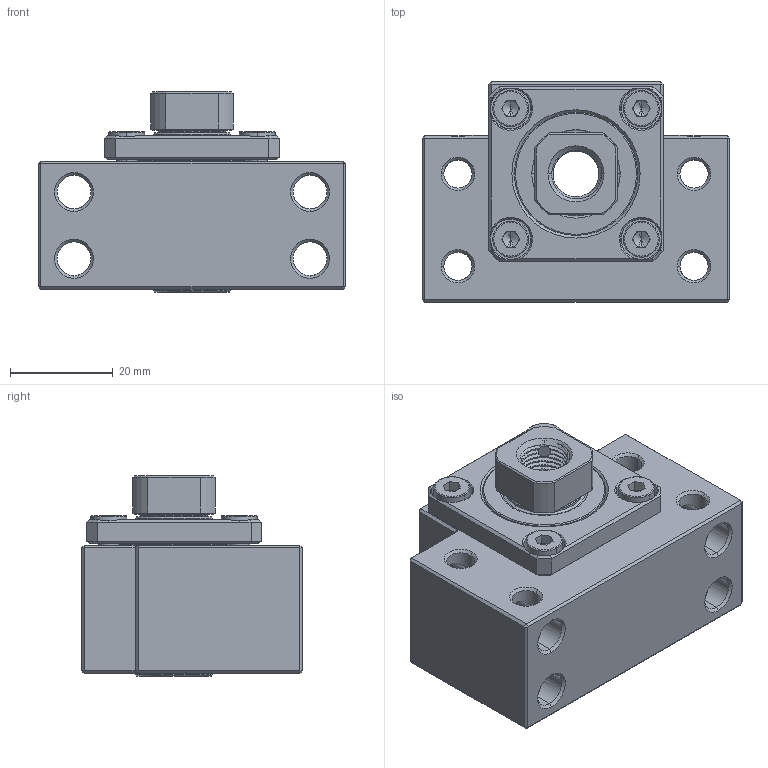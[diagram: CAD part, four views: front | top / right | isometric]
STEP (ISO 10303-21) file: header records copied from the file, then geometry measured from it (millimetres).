
FILE_DESCRIPTION (( 'STEP AP214' ), '1' );
FILE_NAME ('BK12 Unit.STEP', '2018-03-24T09:36:19', ( '' ), ( '' ), 'SwSTEP 2.0', 'SolidWorks 2017', '' );
FILE_SCHEMA (( 'AUTOMOTIVE_DESIGN' ));
Length unit declared in the file: millimetre
Products named in the file (13): BK Lock Nut_M10x1.0; Seal AOP_BK12; BK Flange_BK12; BK Collar_BK12F; BK Collar_BK12; 7001 CE_P4A; 7001 CE_P4A_PART3; 7001 CE_P4A_PART2; 7001 CE_P4A_PART1; BK Body_BK12; BK12 Unit; socket set screw flat point_din_DIN 913 - M4 x 5-N; socket head cap screw_iso_ISO 4762 M4 x 10 - 10N
Assembly tree (28 placements, depth 3):
  BK12 Unit
    BK Body_BK12
    7001 CE_P4A  x2
      7001 CE_P4A_PART1
      7001 CE_P4A_PART2
      7001 CE_P4A_PART3
    BK Collar_BK12
    BK Collar_BK12F
    BK Flange_BK12
    Seal AOP_BK12  x2
    BK Lock Nut_M10x1.0
    socket head cap screw_iso_ISO 4762 M4 x 10 - 10N  x4
    socket set screw flat point_din_DIN 913 - M4 x 5-N
Bounding box: 60 x 43 x 39 mm (x, y, z)
Volume: 49616.6 mm3; surface area: 30267.4 mm2
Topology: 40 solids, 40 shells, 703 faces, 1672 edges, 988 vertices
Faces by surface type: plane 196, cone 190, cylinder 152, torus 106, sphere 48, bspline 11
Entity records: 27205 total; most frequent: CARTESIAN_POINT 15053, DIRECTION 2507, ORIENTED_EDGE 2340, EDGE_CURVE 1170, AXIS2_PLACEMENT_3D 997, VERTEX_POINT 687, EDGE_LOOP 553, VECTOR 513
